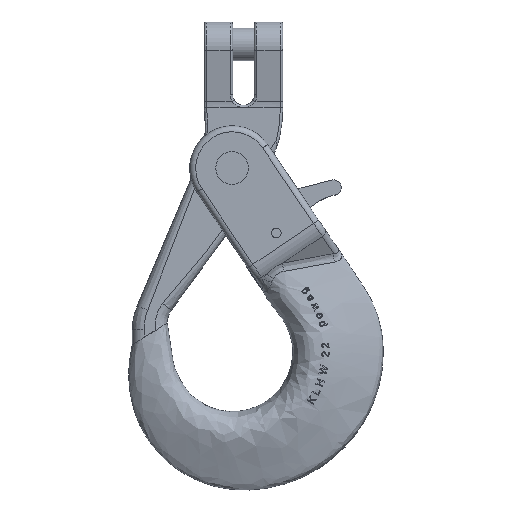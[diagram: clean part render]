
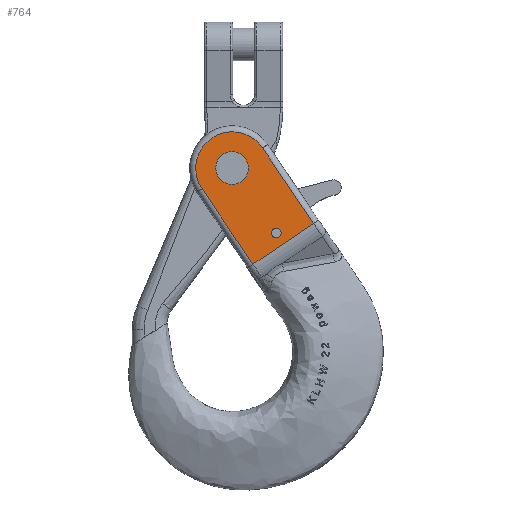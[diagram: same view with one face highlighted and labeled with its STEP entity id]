
A CAD part, top view. The second image highlights one B-rep face of the part: STEP entity #764.
In plain terms, the highlighted planar face has unit normal (0, 0, 1).
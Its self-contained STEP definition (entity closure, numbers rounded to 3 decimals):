
#330=FACE_BOUND('',#1436,.T.);
#331=FACE_BOUND('',#1437,.T.);
#332=FACE_BOUND('',#1438,.T.);
#463=PLANE('',#5447);
#764=ADVANCED_FACE('',(#330,#331,#332),#463,.T.);
#1436=EDGE_LOOP('',(#3238));
#1437=EDGE_LOOP('',(#3239));
#1438=EDGE_LOOP('',(#3240,#3241,#3242,#3243));
#1590=CIRCLE('',#5439,13.5);
#1592=CIRCLE('',#5442,4.);
#1594=CIRCLE('',#5446,30.262);
#3238=ORIENTED_EDGE('',*,*,#4545,.F.);
#3239=ORIENTED_EDGE('',*,*,#4543,.F.);
#3240=ORIENTED_EDGE('',*,*,#4550,.T.);
#3241=ORIENTED_EDGE('',*,*,#4551,.T.);
#3242=ORIENTED_EDGE('',*,*,#4552,.T.);
#3243=ORIENTED_EDGE('',*,*,#4553,.T.);
#3865=VERTEX_POINT('',#14137);
#3867=VERTEX_POINT('',#14142);
#3872=VERTEX_POINT('',#14163);
#3873=VERTEX_POINT('',#14164);
#3874=VERTEX_POINT('',#14166);
#3875=VERTEX_POINT('',#14168);
#4543=EDGE_CURVE('',#3865,#3865,#1590,.T.);
#4545=EDGE_CURVE('',#3867,#3867,#1592,.T.);
#4550=EDGE_CURVE('',#3872,#3873,#4879,.T.);
#4551=EDGE_CURVE('',#3873,#3874,#4880,.T.);
#4552=EDGE_CURVE('',#3874,#3875,#1594,.T.);
#4553=EDGE_CURVE('',#3875,#3872,#4881,.T.);
#4879=LINE('',#14162,#5138);
#4880=LINE('',#14165,#5139);
#4881=LINE('',#14169,#5140);
#5138=VECTOR('',#6340,1.);
#5139=VECTOR('',#6341,1.);
#5140=VECTOR('',#6344,1.);
#5439=AXIS2_PLACEMENT_3D('',#14136,#6324,#6325);
#5442=AXIS2_PLACEMENT_3D('',#14141,#6330,#6331);
#5446=AXIS2_PLACEMENT_3D('',#14167,#6342,#6343);
#5447=AXIS2_PLACEMENT_3D('',#14170,#6345,#6346);
#6324=DIRECTION('',(0.,0.,1.));
#6325=DIRECTION('',(1.,0.,0.));
#6330=DIRECTION('',(0.,0.,1.));
#6331=DIRECTION('',(1.,0.,0.));
#6340=DIRECTION('',(0.829,0.559,0.));
#6341=DIRECTION('',(-0.559,0.829,0.));
#6342=DIRECTION('',(0.,0.,1.));
#6343=DIRECTION('',(1.,0.,0.));
#6344=DIRECTION('',(0.559,-0.829,0.));
#6345=DIRECTION('',(0.,0.,1.));
#6346=DIRECTION('',(1.,0.,0.));
#14136=CARTESIAN_POINT('',(-0.317,151.6,32.));
#14137=CARTESIAN_POINT('',(13.183,151.6,32.));
#14141=CARTESIAN_POINT('',(36.28,97.88,32.));
#14142=CARTESIAN_POINT('',(40.28,97.88,32.));
#14162=CARTESIAN_POINT('',(71.296,108.511,32.));
#14163=CARTESIAN_POINT('',(16.974,71.87,32.));
#14164=CARTESIAN_POINT('',(67.151,105.715,32.));
#14165=CARTESIAN_POINT('',(24.964,168.26,32.));
#14166=CARTESIAN_POINT('',(24.964,168.26,32.));
#14167=CARTESIAN_POINT('',(-0.125,151.338,32.));
#14168=CARTESIAN_POINT('',(-25.213,134.415,32.));
#14169=CARTESIAN_POINT('',(16.974,71.87,32.));
#14170=CARTESIAN_POINT('',(71.534,62.514,32.));
